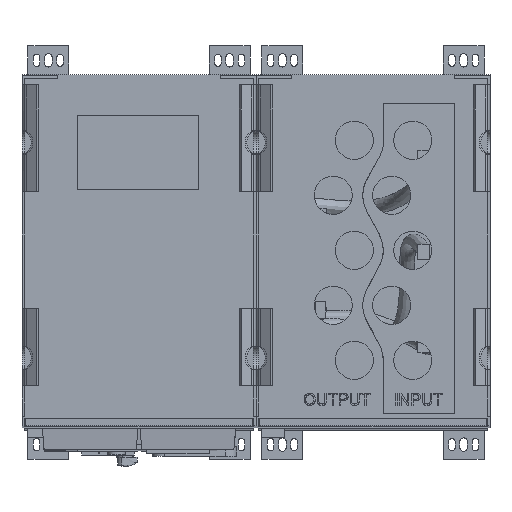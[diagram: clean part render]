
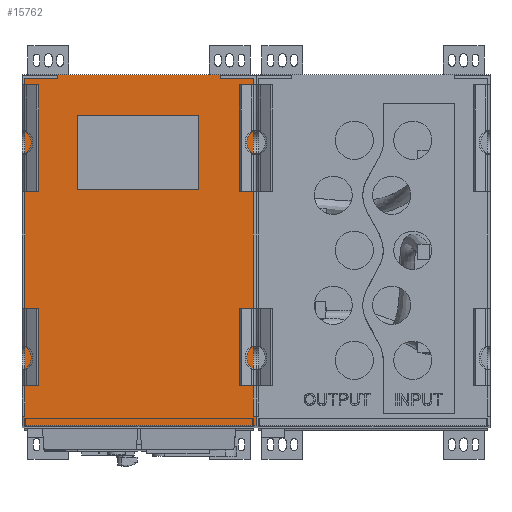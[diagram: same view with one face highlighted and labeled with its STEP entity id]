
A CAD part, top view. The second image highlights one B-rep face of the part: STEP entity #15762.
In plain terms, the highlighted planar face has unit normal (0, 0, 1).
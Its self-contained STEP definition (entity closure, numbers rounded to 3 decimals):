
#15762=ADVANCED_FACE('',(#20660,#20661,#20662),#18433,.T.);
#18433=PLANE('',#65008);
#20660=FACE_BOUND('',#21917,.T.);
#20661=FACE_BOUND('',#21918,.T.);
#20662=FACE_BOUND('',#21919,.T.);
#21917=EDGE_LOOP('',(#26909,#26910,#26911,#26912));
#21918=EDGE_LOOP('',(#26913,#26914,#26915,#26916,#26917,#26918));
#21919=EDGE_LOOP('',(#26919,#26920,#26921,#26922,#26923,#26924,#26925,#26926,
#26927,#26928));
#26909=ORIENTED_EDGE('',*,*,#46002,.F.);
#26910=ORIENTED_EDGE('',*,*,#46003,.F.);
#26911=ORIENTED_EDGE('',*,*,#46004,.F.);
#26912=ORIENTED_EDGE('',*,*,#46005,.F.);
#26913=ORIENTED_EDGE('',*,*,#45989,.T.);
#26914=ORIENTED_EDGE('',*,*,#45987,.T.);
#26915=ORIENTED_EDGE('',*,*,#45985,.T.);
#26916=ORIENTED_EDGE('',*,*,#45983,.T.);
#26917=ORIENTED_EDGE('',*,*,#45981,.T.);
#26918=ORIENTED_EDGE('',*,*,#45978,.T.);
#26919=ORIENTED_EDGE('',*,*,#46006,.T.);
#26920=ORIENTED_EDGE('',*,*,#45976,.T.);
#26921=ORIENTED_EDGE('',*,*,#45974,.T.);
#26922=ORIENTED_EDGE('',*,*,#45972,.T.);
#26923=ORIENTED_EDGE('',*,*,#45970,.T.);
#26924=ORIENTED_EDGE('',*,*,#45968,.F.);
#26925=ORIENTED_EDGE('',*,*,#46007,.T.);
#26926=ORIENTED_EDGE('',*,*,#46008,.F.);
#26927=ORIENTED_EDGE('',*,*,#45710,.F.);
#26928=ORIENTED_EDGE('',*,*,#46000,.T.);
#40762=VERTEX_POINT('',#88874);
#40765=VERTEX_POINT('',#88879);
#40941=VERTEX_POINT('',#89694);
#40942=VERTEX_POINT('',#89696);
#40943=VERTEX_POINT('',#89700);
#40944=VERTEX_POINT('',#89704);
#40945=VERTEX_POINT('',#89708);
#40946=VERTEX_POINT('',#89712);
#40947=VERTEX_POINT('',#89716);
#40948=VERTEX_POINT('',#89717);
#40949=VERTEX_POINT('',#89722);
#40950=VERTEX_POINT('',#89726);
#40951=VERTEX_POINT('',#89730);
#40952=VERTEX_POINT('',#89734);
#40958=VERTEX_POINT('',#89758);
#40960=VERTEX_POINT('',#89765);
#40961=VERTEX_POINT('',#89766);
#40962=VERTEX_POINT('',#89768);
#40963=VERTEX_POINT('',#89770);
#40964=VERTEX_POINT('',#89774);
#45710=EDGE_CURVE('',#40765,#40762,#52839,.T.);
#45968=EDGE_CURVE('',#40941,#40942,#53013,.T.);
#45970=EDGE_CURVE('',#40943,#40942,#53015,.T.);
#45972=EDGE_CURVE('',#40944,#40943,#53017,.T.);
#45974=EDGE_CURVE('',#40945,#40944,#53019,.T.);
#45976=EDGE_CURVE('',#40946,#40945,#53021,.T.);
#45978=EDGE_CURVE('',#40947,#40948,#53023,.T.);
#45981=EDGE_CURVE('',#40949,#40947,#53026,.T.);
#45983=EDGE_CURVE('',#40950,#40949,#53028,.T.);
#45985=EDGE_CURVE('',#40951,#40950,#53030,.T.);
#45987=EDGE_CURVE('',#40952,#40951,#53032,.T.);
#45989=EDGE_CURVE('',#40948,#40952,#53034,.T.);
#46000=EDGE_CURVE('',#40765,#40958,#53045,.T.);
#46002=EDGE_CURVE('',#40960,#40961,#53046,.T.);
#46003=EDGE_CURVE('',#40962,#40960,#53047,.T.);
#46004=EDGE_CURVE('',#40963,#40962,#53048,.T.);
#46005=EDGE_CURVE('',#40961,#40963,#53049,.T.);
#46006=EDGE_CURVE('',#40958,#40946,#53050,.T.);
#46007=EDGE_CURVE('',#40941,#40964,#53051,.T.);
#46008=EDGE_CURVE('',#40762,#40964,#53052,.T.);
#52839=LINE('',#88880,#58965);
#53013=LINE('',#89695,#59139);
#53015=LINE('',#89699,#59141);
#53017=LINE('',#89703,#59143);
#53019=LINE('',#89707,#59145);
#53021=LINE('',#89711,#59147);
#53023=LINE('',#89715,#59149);
#53026=LINE('',#89721,#59152);
#53028=LINE('',#89725,#59154);
#53030=LINE('',#89729,#59156);
#53032=LINE('',#89733,#59158);
#53034=LINE('',#89737,#59160);
#53045=LINE('',#89759,#59171);
#53046=LINE('',#89764,#59172);
#53047=LINE('',#89767,#59173);
#53048=LINE('',#89769,#59174);
#53049=LINE('',#89771,#59175);
#53050=LINE('',#89772,#59176);
#53051=LINE('',#89773,#59177);
#53052=LINE('',#89775,#59178);
#58965=VECTOR('',#68682,1.);
#59139=VECTOR('',#69074,1.);
#59141=VECTOR('',#69078,1.);
#59143=VECTOR('',#69082,1.);
#59145=VECTOR('',#69086,1.);
#59147=VECTOR('',#69090,1.);
#59149=VECTOR('',#69094,1.);
#59152=VECTOR('',#69099,1.);
#59154=VECTOR('',#69103,1.);
#59156=VECTOR('',#69107,1.);
#59158=VECTOR('',#69111,1.);
#59160=VECTOR('',#69115,1.);
#59171=VECTOR('',#69136,1.);
#59172=VECTOR('',#69143,1.);
#59173=VECTOR('',#69144,1.);
#59174=VECTOR('',#69145,1.);
#59175=VECTOR('',#69146,1.);
#59176=VECTOR('',#69147,1.);
#59177=VECTOR('',#69148,1.);
#59178=VECTOR('',#69149,1.);
#65008=AXIS2_PLACEMENT_3D('',#89776,#69150,#69151);
#68682=DIRECTION('',(0.,-1.,0.));
#69074=DIRECTION('',(1.,0.,0.));
#69078=DIRECTION('',(0.,-1.,0.));
#69082=DIRECTION('',(-1.,0.,0.));
#69086=DIRECTION('',(0.,-1.,0.));
#69090=DIRECTION('',(1.,0.,0.));
#69094=DIRECTION('',(0.,1.,0.));
#69099=DIRECTION('',(-1.,0.,0.));
#69103=DIRECTION('',(0.,1.,0.));
#69107=DIRECTION('',(-1.,0.,0.));
#69111=DIRECTION('',(0.,-1.,0.));
#69115=DIRECTION('',(1.,0.,0.));
#69136=DIRECTION('',(-1.,0.,0.));
#69143=DIRECTION('',(1.,0.,0.));
#69144=DIRECTION('',(0.,-1.,0.));
#69145=DIRECTION('',(-1.,0.,0.));
#69146=DIRECTION('',(0.,1.,0.));
#69147=DIRECTION('',(0.,-1.,0.));
#69148=DIRECTION('',(0.,-1.,0.));
#69149=DIRECTION('',(-1.,0.,0.));
#69150=DIRECTION('',(0.,0.,1.));
#69151=DIRECTION('',(1.,0.,0.));
#88874=CARTESIAN_POINT('',(-1350.,0.,1899.5));
#88879=CARTESIAN_POINT('',(-1350.,600.,1899.5));
#88880=CARTESIAN_POINT('',(-1350.,300.,1899.5));
#89694=CARTESIAN_POINT('',(-1750.,16.,1899.5));
#89695=CARTESIAN_POINT('',(-1410.,16.,1899.5));
#89696=CARTESIAN_POINT('',(-1745.,16.,1899.5));
#89699=CARTESIAN_POINT('',(-1745.,300.,1899.5));
#89700=CARTESIAN_POINT('',(-1745.,593.5,1899.5));
#89703=CARTESIAN_POINT('',(-1350.,593.5,1899.5));
#89704=CARTESIAN_POINT('',(-1690.,593.5,1899.5));
#89707=CARTESIAN_POINT('',(-1690.,400.,1899.5));
#89708=CARTESIAN_POINT('',(-1690.,598.498,1899.5));
#89711=CARTESIAN_POINT('',(-1350.,598.498,1899.5));
#89712=CARTESIAN_POINT('',(-1750.,598.498,1899.5));
#89715=CARTESIAN_POINT('',(-1410.,600.,1899.5));
#89716=CARTESIAN_POINT('',(-1410.,593.5,1899.5));
#89717=CARTESIAN_POINT('',(-1410.,598.498,1899.5));
#89721=CARTESIAN_POINT('',(-1412.5,593.5,1899.5));
#89722=CARTESIAN_POINT('',(-1355.,593.5,1899.5));
#89725=CARTESIAN_POINT('',(-1355.,600.,1899.5));
#89726=CARTESIAN_POINT('',(-1355.,16.,1899.5));
#89729=CARTESIAN_POINT('',(-1350.,16.,1899.5));
#89730=CARTESIAN_POINT('',(-1351.,16.,1899.5));
#89733=CARTESIAN_POINT('',(-1351.,16.,1899.5));
#89734=CARTESIAN_POINT('',(-1351.,598.498,1899.5));
#89737=CARTESIAN_POINT('',(-1412.5,598.498,1899.5));
#89758=CARTESIAN_POINT('',(-1750.,600.,1899.5));
#89759=CARTESIAN_POINT('',(0.,600.,1899.5));
#89764=CARTESIAN_POINT('',(-1458.5,403.95,1899.5));
#89765=CARTESIAN_POINT('',(-1654.5,403.95,1899.5));
#89766=CARTESIAN_POINT('',(-1447.5,403.95,1899.5));
#89767=CARTESIAN_POINT('',(-1654.5,530.45,1899.5));
#89768=CARTESIAN_POINT('',(-1654.5,530.45,1899.5));
#89769=CARTESIAN_POINT('',(-1643.5,530.45,1899.5));
#89770=CARTESIAN_POINT('',(-1447.5,530.45,1899.5));
#89771=CARTESIAN_POINT('',(-1447.5,463.95,1899.5));
#89772=CARTESIAN_POINT('',(-1750.,600.,1899.5));
#89773=CARTESIAN_POINT('',(-1750.,600.,1899.5));
#89774=CARTESIAN_POINT('',(-1750.,0.,1899.5));
#89775=CARTESIAN_POINT('',(-1350.,0.,1899.5));
#89776=CARTESIAN_POINT('',(-1350.,600.,1899.5));
